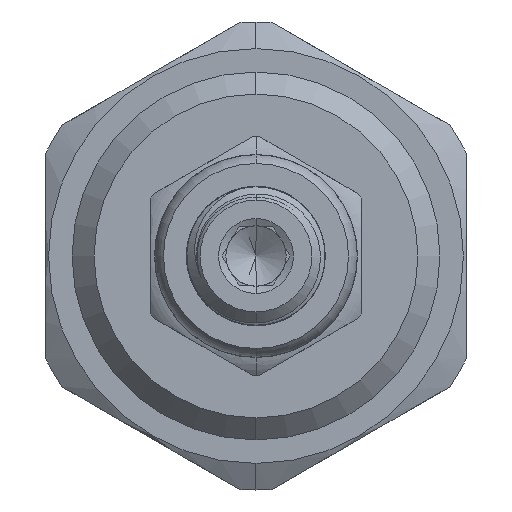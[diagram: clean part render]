
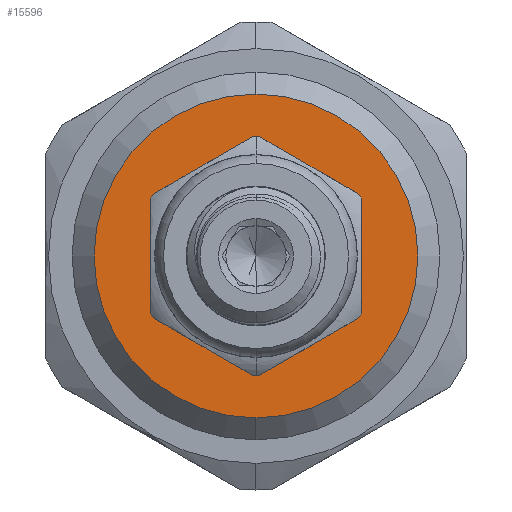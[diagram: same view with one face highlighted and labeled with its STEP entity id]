
A CAD part, left-side view. The second image highlights one B-rep face of the part: STEP entity #15596.
In plain terms, the highlighted planar face has unit normal (-1, 0, 0).
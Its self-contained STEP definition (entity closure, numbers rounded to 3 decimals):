
#151 = DIRECTION ( 'NONE',  ( 0., 0., -1. ) ) ;
#213 = VERTEX_POINT ( 'NONE', #8127 ) ;
#300 = AXIS2_PLACEMENT_3D ( 'NONE', #6413, #1796, #5289 ) ;
#360 = CARTESIAN_POINT ( 'NONE',  ( 0., 0., -11. ) ) ;
#370 = CARTESIAN_POINT ( 'NONE',  ( 0., 0., 0. ) ) ;
#392 = EDGE_LOOP ( 'NONE', ( #1318, #8847 ) ) ;
#547 = PLANE ( 'NONE',  #13142 ) ;
#1082 = ORIENTED_EDGE ( 'NONE', *, *, #1705, .T. ) ;
#1318 = ORIENTED_EDGE ( 'NONE', *, *, #11829, .T. ) ;
#1705 = EDGE_CURVE ( 'NONE', #213, #12388, #6365, .T. ) ;
#1796 = DIRECTION ( 'NONE',  ( 1., 0., 0. ) ) ;
#2781 = CARTESIAN_POINT ( 'NONE',  ( 0., 0., -6.875 ) ) ;
#3548 = DIRECTION ( 'NONE',  ( 1., 0., 0. ) ) ;
#4909 = FACE_OUTER_BOUND ( 'NONE', #7474, .T. ) ;
#5044 = DIRECTION ( 'NONE',  ( 0., 0., 1. ) ) ;
#5087 = CIRCLE ( 'NONE', #300, 6.875 ) ;
#5142 = DIRECTION ( 'NONE',  ( -1., 0., 0. ) ) ;
#5289 = DIRECTION ( 'NONE',  ( 0., 0., -1. ) ) ;
#5656 = AXIS2_PLACEMENT_3D ( 'NONE', #10712, #3548, #151 ) ;
#6365 = CIRCLE ( 'NONE', #13020, 11. ) ;
#6413 = CARTESIAN_POINT ( 'NONE',  ( 0., 0., 0. ) ) ;
#6596 = CARTESIAN_POINT ( 'NONE',  ( 0., 0., 6.875 ) ) ;
#6644 = AXIS2_PLACEMENT_3D ( 'NONE', #6743, #15107, #15158 ) ;
#6743 = CARTESIAN_POINT ( 'NONE',  ( 0., 0., 0. ) ) ;
#7474 = EDGE_LOOP ( 'NONE', ( #10250, #1082 ) ) ;
#7696 = EDGE_CURVE ( 'NONE', #12388, #213, #11026, .T. ) ;
#8127 = CARTESIAN_POINT ( 'NONE',  ( 0., 0., 11. ) ) ;
#8847 = ORIENTED_EDGE ( 'NONE', *, *, #14968, .T. ) ;
#9100 = DIRECTION ( 'NONE',  ( -1., 0., 0. ) ) ;
#10250 = ORIENTED_EDGE ( 'NONE', *, *, #7696, .T. ) ;
#10266 = CARTESIAN_POINT ( 'NONE',  ( 0., 0., 0. ) ) ;
#10358 = FACE_BOUND ( 'NONE', #392, .T. ) ;
#10712 = CARTESIAN_POINT ( 'NONE',  ( 0., 0., 0. ) ) ;
#11026 = CIRCLE ( 'NONE', #6644, 11. ) ;
#11463 = VERTEX_POINT ( 'NONE', #6596 ) ;
#11509 = DIRECTION ( 'NONE',  ( 0., 0., 1. ) ) ;
#11829 = EDGE_CURVE ( 'NONE', #11463, #15493, #14515, .T. ) ;
#12388 = VERTEX_POINT ( 'NONE', #360 ) ;
#13020 = AXIS2_PLACEMENT_3D ( 'NONE', #370, #5142, #5044 ) ;
#13142 = AXIS2_PLACEMENT_3D ( 'NONE', #10266, #9100, #11509 ) ;
#14515 = CIRCLE ( 'NONE', #5656, 6.875 ) ;
#14968 = EDGE_CURVE ( 'NONE', #15493, #11463, #5087, .T. ) ;
#15107 = DIRECTION ( 'NONE',  ( -1., 0., 0. ) ) ;
#15158 = DIRECTION ( 'NONE',  ( 0., 0., 1. ) ) ;
#15493 = VERTEX_POINT ( 'NONE', #2781 ) ;
#15596 = ADVANCED_FACE ( 'NONE', ( #10358, #4909 ), #547, .T. ) ;
